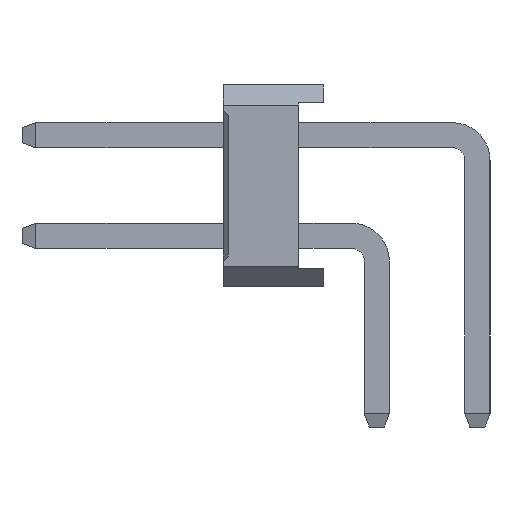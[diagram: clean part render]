
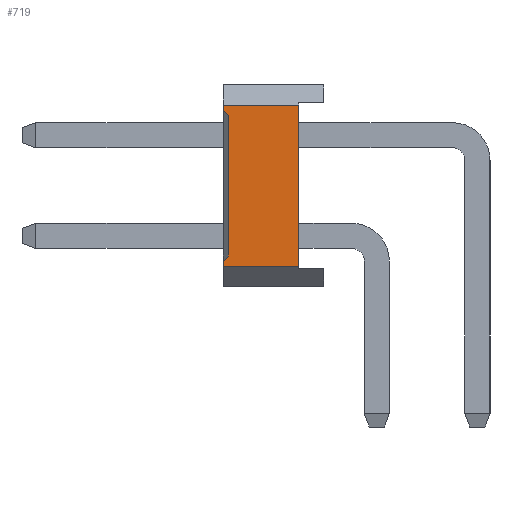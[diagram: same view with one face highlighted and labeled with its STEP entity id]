
A CAD part, left-side view. The second image highlights one B-rep face of the part: STEP entity #719.
In plain terms, the highlighted planar face has unit normal (-1, 0, 0).
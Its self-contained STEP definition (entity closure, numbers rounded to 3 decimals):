
#719=ADVANCED_FACE('',(#13295),#13297,.T.);
#13295=FACE_BOUND('',#13296,.T.);
#13296=EDGE_LOOP('',(#23489,#23490,#23491,#23492,#23493,#23494,#23495,#23496));
#13297=PLANE('',#13298);
#13298=AXIS2_PLACEMENT_3D('',#13299,#13300,#13301);
#13299=CARTESIAN_POINT('',(-1.,1.05,0.4));
#13300=DIRECTION('',(-1.,0.,0.));
#13301=DIRECTION('',(0.,0.,1.));
#23489=ORIENTED_EDGE('',*,*,#30237,.F.);
#23490=ORIENTED_EDGE('',*,*,#30238,.T.);
#23491=ORIENTED_EDGE('',*,*,#30239,.F.);
#23492=ORIENTED_EDGE('',*,*,#29628,.F.);
#23493=ORIENTED_EDGE('',*,*,#30235,.F.);
#23494=ORIENTED_EDGE('',*,*,#30240,.T.);
#23495=ORIENTED_EDGE('',*,*,#30241,.T.);
#23496=ORIENTED_EDGE('',*,*,#29632,.F.);
#29628=EDGE_CURVE('',#33149,#33151,#33152,.T.);
#29632=EDGE_CURVE('',#33157,#33159,#33160,.T.);
#30235=EDGE_CURVE('',#34290,#33149,#34292,.T.);
#30237=EDGE_CURVE('',#34294,#33157,#34295,.F.);
#30238=EDGE_CURVE('',#34294,#34296,#34297,.T.);
#30239=EDGE_CURVE('',#33151,#34296,#34298,.F.);
#30240=EDGE_CURVE('',#34290,#34299,#34300,.T.);
#30241=EDGE_CURVE('',#34299,#33159,#34301,.T.);
#33149=VERTEX_POINT('',#38914);
#33151=VERTEX_POINT('',#38918);
#33152=LINE('',#38919,#38920);
#33157=VERTEX_POINT('',#38930);
#33159=VERTEX_POINT('',#38934);
#33160=LINE('',#38935,#38936);
#34290=VERTEX_POINT('',#41269);
#34292=LINE('',#41273,#41274);
#34294=VERTEX_POINT('',#41279);
#34295=LINE('',#41280,#41281);
#34296=VERTEX_POINT('',#41283);
#34297=LINE('',#41284,#41285);
#34298=LINE('',#41287,#41288);
#34299=VERTEX_POINT('',#41290);
#34300=LINE('',#41291,#41292);
#34301=LINE('',#41294,#41295);
#38914=CARTESIAN_POINT('',(-1.,3.05,0.4));
#38918=CARTESIAN_POINT('',(-1.,3.05,0.5));
#38919=CARTESIAN_POINT('',(-1.,3.05,0.4));
#38920=VECTOR('',#38921,1.);
#38921=DIRECTION('',(0.,0.,1.));
#38930=CARTESIAN_POINT('',(-1.,3.05,3.5));
#38934=CARTESIAN_POINT('',(-1.,3.05,3.6));
#38935=CARTESIAN_POINT('',(-1.,3.05,3.5));
#38936=VECTOR('',#38937,1.);
#38937=DIRECTION('',(0.,0.,1.));
#41269=CARTESIAN_POINT('',(-1.,1.55,0.4));
#41273=CARTESIAN_POINT('',(-1.,1.55,0.4));
#41274=VECTOR('',#41275,1.);
#41275=DIRECTION('',(0.,1.,0.));
#41279=CARTESIAN_POINT('',(-1.,2.95,3.4));
#41280=CARTESIAN_POINT('',(-1.,3.05,3.5));
#41281=VECTOR('',#41282,1.);
#41282=DIRECTION('',(0.,-0.707,-0.707));
#41283=CARTESIAN_POINT('',(-1.,2.95,0.6));
#41284=CARTESIAN_POINT('',(-1.,2.95,3.4));
#41285=VECTOR('',#41286,1.);
#41286=DIRECTION('',(0.,0.,-1.));
#41287=CARTESIAN_POINT('',(-1.,2.95,0.6));
#41288=VECTOR('',#41289,1.);
#41289=DIRECTION('',(0.,0.707,-0.707));
#41290=CARTESIAN_POINT('',(-1.,1.55,3.6));
#41291=CARTESIAN_POINT('',(-1.,1.55,0.4));
#41292=VECTOR('',#41293,1.);
#41293=DIRECTION('',(0.,0.,1.));
#41294=CARTESIAN_POINT('',(-1.,1.55,3.6));
#41295=VECTOR('',#41296,1.);
#41296=DIRECTION('',(0.,1.,0.));
